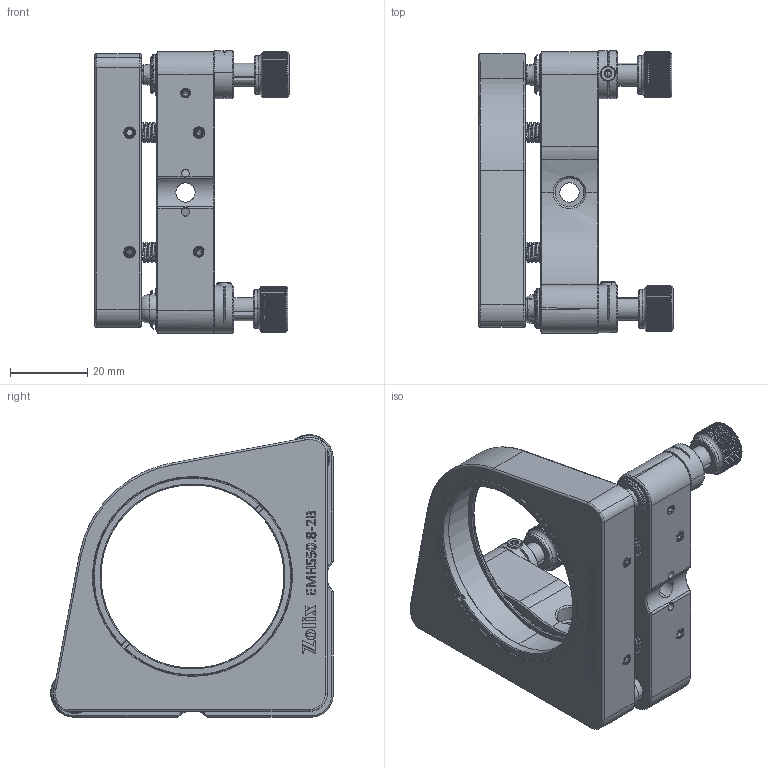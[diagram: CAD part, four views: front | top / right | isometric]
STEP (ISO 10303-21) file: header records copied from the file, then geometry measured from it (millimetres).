
FILE_DESCRIPTION (( 'STEP AP203' ), '1' );
FILE_NAME ('EMHS50.8-2B.STEP', '2025-06-17T03:19:45', ( '' ), ( '' ), 'SwSTEP 2.0', 'SolidWorks 2020', '' );
FILE_SCHEMA (( 'CONFIG_CONTROL_DESIGN' ));
Length unit declared in the file: millimetre
Products named in the file (1): EMHS50.8-2B
Bounding box: 50.37 x 73.25 x 73.25 mm (x, y, z)
Surface area: 26524.3 mm2 (no closed solid volume)
Topology: 0 solids, 30 shells, 1009 faces, 3016 edges, 2038 vertices
Faces by surface type: plane 479, cylinder 286, cone 144, torus 66, bspline 22, sphere 12
Entity records: 56531 total; most frequent: CARTESIAN_POINT 35085, ORIENTED_EDGE 5739, EDGE_CURVE 2968, B_SPLINE_CURVE_WITH_KNOTS 2736, DIRECTION 2210, VERTEX_POINT 2033, EDGE_LOOP 1111, ADVANCED_FACE 1008
